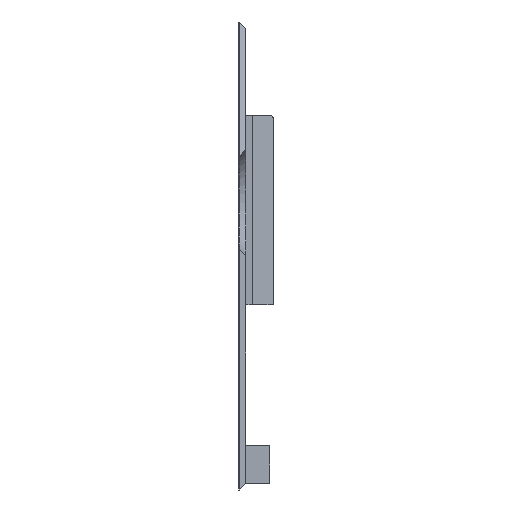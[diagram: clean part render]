
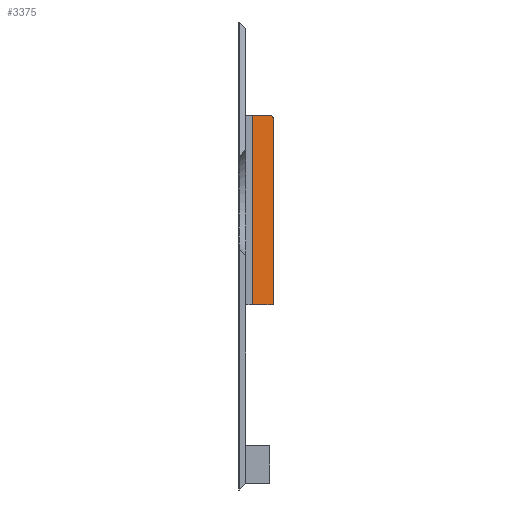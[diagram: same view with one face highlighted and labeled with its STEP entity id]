
A CAD part, left-side view. The second image highlights one B-rep face of the part: STEP entity #3375.
In plain terms, the highlighted planar face has unit normal (-0.707, -0.707, 0).
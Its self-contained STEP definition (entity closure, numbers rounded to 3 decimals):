
#2817 = PLANE('',#2818);
#2818 = AXIS2_PLACEMENT_3D('',#2819,#2820,#2821);
#2819 = CARTESIAN_POINT('',(130.3,-3.99,54.82));
#2820 = DIRECTION('',(-1.,0.,0.));
#2821 = DIRECTION('',(0.,1.,0.));
#2845 = PLANE('',#2846);
#2846 = AXIS2_PLACEMENT_3D('',#2847,#2848,#2849);
#2847 = CARTESIAN_POINT('',(136.403,-6.3,109.82));
#2848 = DIRECTION('',(0.,0.,1.));
#2849 = DIRECTION('',(1.,0.,0.));
#2899 = PLANE('',#2900);
#2900 = AXIS2_PLACEMENT_3D('',#2901,#2902,#2903);
#2901 = CARTESIAN_POINT('',(136.403,-6.3,54.82));
#2902 = DIRECTION('',(0.,0.,1.));
#2903 = DIRECTION('',(1.,0.,0.));
#3035 = VERTEX_POINT('',#3036);
#3036 = CARTESIAN_POINT('',(130.3,-3.99,54.82));
#3057 = EDGE_CURVE('',#3035,#3058,#3060,.T.);
#3058 = VERTEX_POINT('',#3059);
#3059 = CARTESIAN_POINT('',(130.3,-3.99,109.82));
#3060 = SURFACE_CURVE('',#3061,(#3065,#3072),.PCURVE_S1.);
#3061 = LINE('',#3062,#3063);
#3062 = CARTESIAN_POINT('',(130.3,-3.99,54.82));
#3063 = VECTOR('',#3064,1.);
#3064 = DIRECTION('',(0.,0.,1.));
#3065 = PCURVE('',#2817,#3066);
#3066 = DEFINITIONAL_REPRESENTATION('',(#3067),#3071);
#3067 = LINE('',#3068,#3069);
#3068 = CARTESIAN_POINT('',(0.,0.));
#3069 = VECTOR('',#3070,1.);
#3070 = DIRECTION('',(0.,-1.));
#3071 = ( GEOMETRIC_REPRESENTATION_CONTEXT(2) 
PARAMETRIC_REPRESENTATION_CONTEXT() REPRESENTATION_CONTEXT('2D SPACE',''
  ) );
#3072 = PCURVE('',#3073,#3078);
#3073 = PLANE('',#3074);
#3074 = AXIS2_PLACEMENT_3D('',#3075,#3076,#3077);
#3075 = CARTESIAN_POINT('',(130.3,-3.99,54.82));
#3076 = DIRECTION('',(0.707,0.707,0.));
#3077 = DIRECTION('',(0.707,-0.707,0.));
#3078 = DEFINITIONAL_REPRESENTATION('',(#3079),#3083);
#3079 = LINE('',#3080,#3081);
#3080 = CARTESIAN_POINT('',(0.,0.));
#3081 = VECTOR('',#3082,1.);
#3082 = DIRECTION('',(0.,-1.));
#3083 = ( GEOMETRIC_REPRESENTATION_CONTEXT(2) 
PARAMETRIC_REPRESENTATION_CONTEXT() REPRESENTATION_CONTEXT('2D SPACE',''
  ) );
#3111 = EDGE_CURVE('',#3035,#3112,#3114,.T.);
#3112 = VERTEX_POINT('',#3113);
#3113 = CARTESIAN_POINT('',(136.3,-9.99,54.82));
#3114 = SURFACE_CURVE('',#3115,(#3119,#3126),.PCURVE_S1.);
#3115 = LINE('',#3116,#3117);
#3116 = CARTESIAN_POINT('',(130.3,-3.99,54.82));
#3117 = VECTOR('',#3118,1.);
#3118 = DIRECTION('',(0.707,-0.707,0.));
#3119 = PCURVE('',#2899,#3120);
#3120 = DEFINITIONAL_REPRESENTATION('',(#3121),#3125);
#3121 = LINE('',#3122,#3123);
#3122 = CARTESIAN_POINT('',(-6.103,2.31));
#3123 = VECTOR('',#3124,1.);
#3124 = DIRECTION('',(0.707,-0.707));
#3125 = ( GEOMETRIC_REPRESENTATION_CONTEXT(2) 
PARAMETRIC_REPRESENTATION_CONTEXT() REPRESENTATION_CONTEXT('2D SPACE',''
  ) );
#3126 = PCURVE('',#3073,#3127);
#3127 = DEFINITIONAL_REPRESENTATION('',(#3128),#3132);
#3128 = LINE('',#3129,#3130);
#3129 = CARTESIAN_POINT('',(0.,0.));
#3130 = VECTOR('',#3131,1.);
#3131 = DIRECTION('',(1.,0.));
#3132 = ( GEOMETRIC_REPRESENTATION_CONTEXT(2) 
PARAMETRIC_REPRESENTATION_CONTEXT() REPRESENTATION_CONTEXT('2D SPACE',''
  ) );
#3150 = PLANE('',#3151);
#3151 = AXIS2_PLACEMENT_3D('',#3152,#3153,#3154);
#3152 = CARTESIAN_POINT('',(143.3,-9.99,54.82));
#3153 = DIRECTION('',(0.,-1.,0.));
#3154 = DIRECTION('',(-1.,0.,0.));
#3216 = EDGE_CURVE('',#3058,#3217,#3219,.T.);
#3217 = VERTEX_POINT('',#3218);
#3218 = CARTESIAN_POINT('',(135.879,-9.569,109.82));
#3219 = SURFACE_CURVE('',#3220,(#3224,#3231),.PCURVE_S1.);
#3220 = LINE('',#3221,#3222);
#3221 = CARTESIAN_POINT('',(130.3,-3.99,109.82));
#3222 = VECTOR('',#3223,1.);
#3223 = DIRECTION('',(0.707,-0.707,0.));
#3224 = PCURVE('',#2845,#3225);
#3225 = DEFINITIONAL_REPRESENTATION('',(#3226),#3230);
#3226 = LINE('',#3227,#3228);
#3227 = CARTESIAN_POINT('',(-6.103,2.31));
#3228 = VECTOR('',#3229,1.);
#3229 = DIRECTION('',(0.707,-0.707));
#3230 = ( GEOMETRIC_REPRESENTATION_CONTEXT(2) 
PARAMETRIC_REPRESENTATION_CONTEXT() REPRESENTATION_CONTEXT('2D SPACE',''
  ) );
#3231 = PCURVE('',#3073,#3232);
#3232 = DEFINITIONAL_REPRESENTATION('',(#3233),#3237);
#3233 = LINE('',#3234,#3235);
#3234 = CARTESIAN_POINT('',(0.,-55.));
#3235 = VECTOR('',#3236,1.);
#3236 = DIRECTION('',(1.,0.));
#3237 = ( GEOMETRIC_REPRESENTATION_CONTEXT(2) 
PARAMETRIC_REPRESENTATION_CONTEXT() REPRESENTATION_CONTEXT('2D SPACE',''
  ) );
#3255 = CYLINDRICAL_SURFACE('',#3256,53.184);
#3256 = AXIS2_PLACEMENT_3D('',#3257,#3258,#3259);
#3257 = CARTESIAN_POINT('',(90.604,-2.,81.916));
#3258 = DIRECTION('',(0.,1.,0.));
#3259 = DIRECTION('',(1.,0.,0.));
#3375 = ADVANCED_FACE('',(#3376),#3073,.F.);
#3376 = FACE_BOUND('',#3377,.F.);
#3377 = EDGE_LOOP('',(#3378,#3379,#3380,#3381,#3408));
#3378 = ORIENTED_EDGE('',*,*,#3111,.F.);
#3379 = ORIENTED_EDGE('',*,*,#3057,.T.);
#3380 = ORIENTED_EDGE('',*,*,#3216,.T.);
#3381 = ORIENTED_EDGE('',*,*,#3382,.T.);
#3382 = EDGE_CURVE('',#3217,#3383,#3385,.T.);
#3383 = VERTEX_POINT('',#3384);
#3384 = CARTESIAN_POINT('',(136.3,-9.99,109.126));
#3385 = SURFACE_CURVE('',#3386,(#3391,#3398),.PCURVE_S1.);
#3386 = ELLIPSE('',#3387,75.213,53.184);
#3387 = AXIS2_PLACEMENT_3D('',#3388,#3389,#3390);
#3388 = CARTESIAN_POINT('',(90.604,35.706,
    81.916));
#3389 = DIRECTION('',(0.707,0.707,0.));
#3390 = DIRECTION('',(-0.707,0.707,0.));
#3391 = PCURVE('',#3073,#3392);
#3392 = DEFINITIONAL_REPRESENTATION('',(#3393),#3397);
#3393 = ELLIPSE('',#3394,75.213,53.184);
#3394 = AXIS2_PLACEMENT_2D('',#3395,#3396);
#3395 = CARTESIAN_POINT('',(-56.139,-27.096));
#3396 = DIRECTION('',(-1.,0.));
#3397 = ( GEOMETRIC_REPRESENTATION_CONTEXT(2) 
PARAMETRIC_REPRESENTATION_CONTEXT() REPRESENTATION_CONTEXT('2D SPACE',''
  ) );
#3398 = PCURVE('',#3255,#3399);
#3399 = DEFINITIONAL_REPRESENTATION('',(#3400),#3407);
#3400 = B_SPLINE_CURVE_WITH_KNOTS('',5,(#3401,#3402,#3403,#3404,#3405,
    #3406),.UNSPECIFIED.,.F.,.F.,(6,6),(2.533,2.627),
  .PIECEWISE_BEZIER_KNOTS.);
#3401 = CARTESIAN_POINT('',(-6.892,-5.93));
#3402 = CARTESIAN_POINT('',(-6.873,-6.501));
#3403 = CARTESIAN_POINT('',(-6.854,-7.053));
#3404 = CARTESIAN_POINT('',(-6.835,-7.586));
#3405 = CARTESIAN_POINT('',(-6.817,-8.098));
#3406 = CARTESIAN_POINT('',(-6.798,-8.59));
#3407 = ( GEOMETRIC_REPRESENTATION_CONTEXT(2) 
PARAMETRIC_REPRESENTATION_CONTEXT() REPRESENTATION_CONTEXT('2D SPACE',''
  ) );
#3408 = ORIENTED_EDGE('',*,*,#3409,.F.);
#3409 = EDGE_CURVE('',#3112,#3383,#3410,.T.);
#3410 = SURFACE_CURVE('',#3411,(#3415,#3422),.PCURVE_S1.);
#3411 = LINE('',#3412,#3413);
#3412 = CARTESIAN_POINT('',(136.3,-9.99,54.82));
#3413 = VECTOR('',#3414,1.);
#3414 = DIRECTION('',(0.,0.,1.));
#3415 = PCURVE('',#3073,#3416);
#3416 = DEFINITIONAL_REPRESENTATION('',(#3417),#3421);
#3417 = LINE('',#3418,#3419);
#3418 = CARTESIAN_POINT('',(8.485,0.));
#3419 = VECTOR('',#3420,1.);
#3420 = DIRECTION('',(0.,-1.));
#3421 = ( GEOMETRIC_REPRESENTATION_CONTEXT(2) 
PARAMETRIC_REPRESENTATION_CONTEXT() REPRESENTATION_CONTEXT('2D SPACE',''
  ) );
#3422 = PCURVE('',#3150,#3423);
#3423 = DEFINITIONAL_REPRESENTATION('',(#3424),#3428);
#3424 = LINE('',#3425,#3426);
#3425 = CARTESIAN_POINT('',(7.,0.));
#3426 = VECTOR('',#3427,1.);
#3427 = DIRECTION('',(0.,-1.));
#3428 = ( GEOMETRIC_REPRESENTATION_CONTEXT(2) 
PARAMETRIC_REPRESENTATION_CONTEXT() REPRESENTATION_CONTEXT('2D SPACE',''
  ) );
